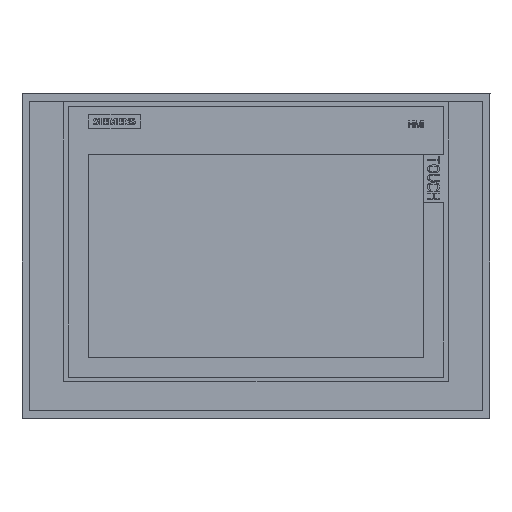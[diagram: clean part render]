
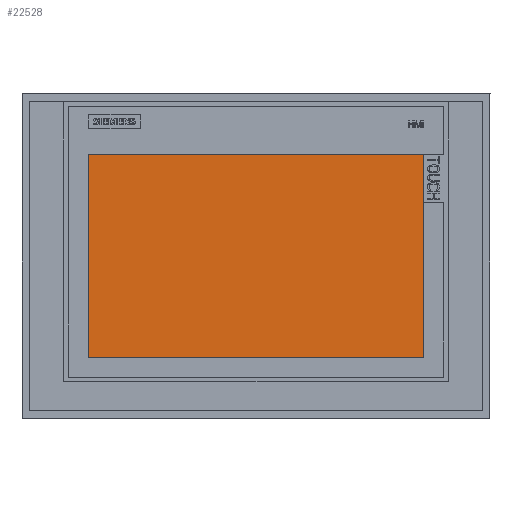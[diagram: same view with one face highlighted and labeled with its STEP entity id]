
A CAD part, top view. The second image highlights one B-rep face of the part: STEP entity #22528.
In plain terms, the highlighted face is planar.
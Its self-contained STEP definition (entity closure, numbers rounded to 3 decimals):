
#20242=FACE_OUTER_BOUND('',#29118,.T.);
#22528=ADVANCED_FACE('',(#20242),#25065,.T.);
#25065=PLANE('',#64262);
#29118=EDGE_LOOP('',(#32138,#32139,#32140,#32141));
#32138=ORIENTED_EDGE('',*,*,#48674,.T.);
#32139=ORIENTED_EDGE('',*,*,#48676,.T.);
#32140=ORIENTED_EDGE('',*,*,#48669,.T.);
#32141=ORIENTED_EDGE('',*,*,#48677,.T.);
#44469=VERTEX_POINT('',#77562);
#44470=VERTEX_POINT('',#77564);
#44471=VERTEX_POINT('',#77573);
#44472=VERTEX_POINT('',#77575);
#48669=EDGE_CURVE('',#44470,#44469,#54874,.T.);
#48674=EDGE_CURVE('',#44472,#44471,#54879,.T.);
#48676=EDGE_CURVE('',#44471,#44470,#54881,.T.);
#48677=EDGE_CURVE('',#44469,#44472,#54882,.T.);
#54874=LINE('',#77563,#59442);
#54879=LINE('',#77574,#59447);
#54881=LINE('',#77578,#59449);
#54882=LINE('',#77580,#59450);
#59442=VECTOR('',#67087,1.);
#59447=VECTOR('',#67100,1.);
#59449=VECTOR('',#67104,1.);
#59450=VECTOR('',#67107,1.);
#64262=AXIS2_PLACEMENT_3D('',#77582,#67110,#67111);
#67087=DIRECTION('',(0.,1.,0.026));
#67100=DIRECTION('',(0.,-1.,-0.026));
#67104=DIRECTION('',(1.,0.,0.001));
#67107=DIRECTION('',(-1.,0.,-0.001));
#67110=DIRECTION('',(-0.001,-0.026,1.));
#67111=DIRECTION('',(0.,-1.,-0.026));
#77562=CARTESIAN_POINT('',(97.566,45.774,-1.353));
#77563=CARTESIAN_POINT('',(97.568,-72.486,-4.446));
#77564=CARTESIAN_POINT('',(97.568,-72.486,-4.446));
#77573=CARTESIAN_POINT('',(-98.732,-72.483,-4.671));
#77574=CARTESIAN_POINT('',(-98.734,45.776,-1.577));
#77575=CARTESIAN_POINT('',(-98.734,45.776,-1.577));
#77578=CARTESIAN_POINT('',(-98.732,-72.483,-4.671));
#77580=CARTESIAN_POINT('',(97.566,45.774,-1.353));
#77582=CARTESIAN_POINT('',(-98.732,-72.483,-4.671));
